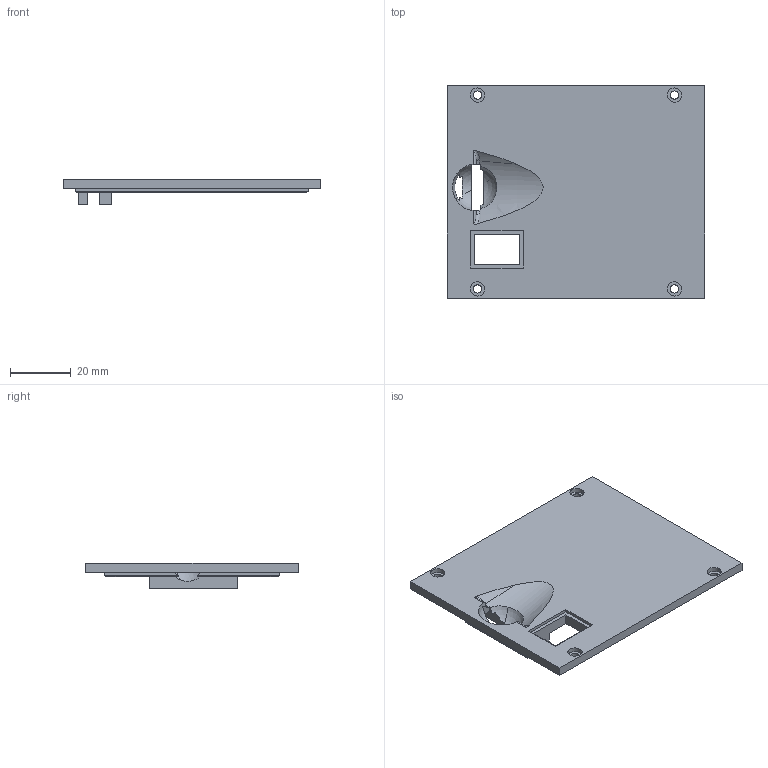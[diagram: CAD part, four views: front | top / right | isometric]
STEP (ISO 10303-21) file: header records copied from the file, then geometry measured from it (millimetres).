
FILE_DESCRIPTION(('CATIA V5 STEP Exchange'),'2;1');
FILE_NAME('Couvercle_fendu_1_1.stp','2025-10-13T12:54:08+00:00',('none'),('none'),'CATIA Version 5-6 Release 2013 SP4','CATIA V5 STEP AP203','none');
FILE_SCHEMA(('CONFIG_CONTROL_DESIGN'));
Length unit declared in the file: millimetre
Products named in the file (1): Couvercle_Arduino_Box
Bounding box: 85 x 70 x 8.5 mm (x, y, z)
Volume: 23202 mm3; surface area: 13634.5 mm2
Topology: 1 solids, 1 shells, 73 faces, 207 edges, 142 vertices
Faces by surface type: plane 45, cylinder 18, sphere 4, bspline 2, revolution 2, torus 2
Entity records: 2814 total; most frequent: CARTESIAN_POINT 1035, ORIENTED_EDGE 404, DIRECTION 257, EDGE_CURVE 202, VERTEX_POINT 133, VECTOR 112, LINE 112, AXIS2_PLACEMENT_3D 93
